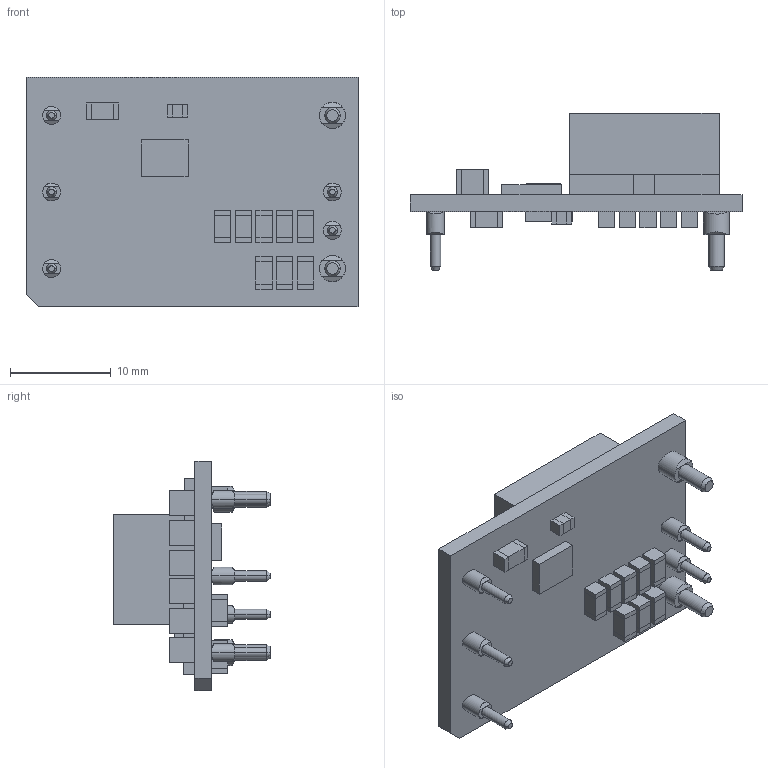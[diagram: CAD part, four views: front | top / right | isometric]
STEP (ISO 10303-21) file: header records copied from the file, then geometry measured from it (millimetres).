
FILE_DESCRIPTION (( 'STEP AP214' ), '1' );
FILE_NAME ('i6a_outline.STEP', '2017-09-22T00:17:07', ( 'tluser' ), ( 'Microsoft' ), 'SwSTEP 2.0', 'SolidWorks 2017', '' );
FILE_SCHEMA (( 'AUTOMOTIVE_DESIGN' ));
Length unit declared in the file: millimetre
Products named in the file (1): i6a_outline
Bounding box: 33.02 x 15.6 x 22.86 mm (x, y, z)
Volume: 3051.9 mm3; surface area: 2714.8 mm2
Topology: 1 solids, 1 shells, 313 faces, 755 edges, 472 vertices
Faces by surface type: plane 271, cylinder 28, cone 14
Entity records: 12386 total; most frequent: CARTESIAN_POINT 1625, ORIENTED_EDGE 1510, DIRECTION 1467, EDGE_CURVE 755, LINE 615, VECTOR 615, VERTEX_POINT 472, AXIS2_PLACEMENT_3D 426
